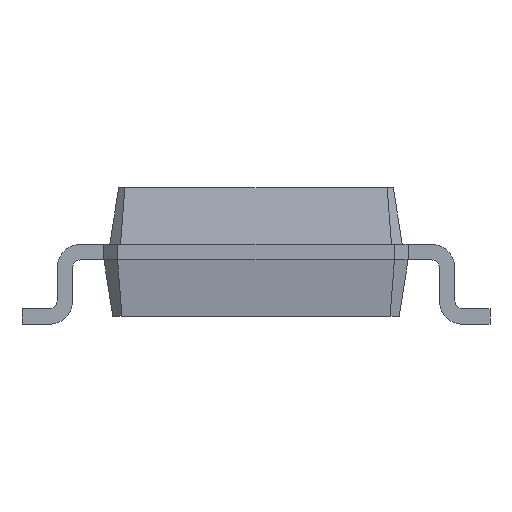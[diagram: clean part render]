
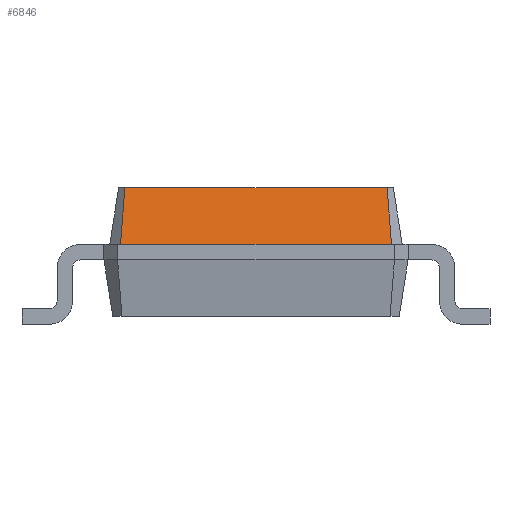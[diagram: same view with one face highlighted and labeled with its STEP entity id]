
A CAD part, left-side view. The second image highlights one B-rep face of the part: STEP entity #6846.
In plain terms, the highlighted free-form (B-spline) face has degree [1, 1] with [2, 2] control points.
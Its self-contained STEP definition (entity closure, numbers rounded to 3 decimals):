
#2775 = PLANE('',#2776);
#2776 = AXIS2_PLACEMENT_3D('',#2777,#2778,#2779);
#2777 = CARTESIAN_POINT('',(-2.26,-1.68,1.75));
#2778 = DIRECTION('',(0.,0.,-1.));
#2779 = DIRECTION('',(0.803,0.597,0.));
#2800 = B_SPLINE_SURFACE_WITH_KNOTS('',1,1,(
    (#2801,#2802)
    ,(#2803,#2804
    )),.UNSPECIFIED.,.F.,.F.,.F.,(2,2),(2,2),(0.,0.194),(0.,1.)
  ,.PIECEWISE_BEZIER_KNOTS.);
#2801 = CARTESIAN_POINT('',(-2.375,1.738,1.025));
#2802 = CARTESIAN_POINT('',(-2.26,1.68,1.75));
#2803 = CARTESIAN_POINT('',(-2.238,1.875,1.025));
#2804 = CARTESIAN_POINT('',(-2.18,1.76,1.75));
#5163 = VERTEX_POINT('',#5164);
#5164 = CARTESIAN_POINT('',(-2.375,1.738,1.025));
#5186 = VERTEX_POINT('',#5187);
#5187 = CARTESIAN_POINT('',(-2.26,1.68,1.75));
#5207 = EDGE_CURVE('',#5163,#5186,#5208,.T.);
#5208 = SURFACE_CURVE('',#5209,(#5212,#5219),.PCURVE_S1.);
#5209 = B_SPLINE_CURVE_WITH_KNOTS('',1,(#5210,#5211),.UNSPECIFIED.,.F.,
  .F.,(2,2),(0.,1.),.PIECEWISE_BEZIER_KNOTS.);
#5210 = CARTESIAN_POINT('',(-2.375,1.738,1.025));
#5211 = CARTESIAN_POINT('',(-2.26,1.68,1.75));
#5212 = PCURVE('',#2800,#5213);
#5213 = DEFINITIONAL_REPRESENTATION('',(#5214),#5218);
#5214 = LINE('',#5215,#5216);
#5215 = CARTESIAN_POINT('',(0.,0.));
#5216 = VECTOR('',#5217,1.);
#5217 = DIRECTION('',(0.,1.));
#5218 = ( GEOMETRIC_REPRESENTATION_CONTEXT(2) 
PARAMETRIC_REPRESENTATION_CONTEXT() REPRESENTATION_CONTEXT('2D SPACE',''
  ) );
#5219 = PCURVE('',#5220,#5225);
#5220 = B_SPLINE_SURFACE_WITH_KNOTS('',1,1,(
    (#5221,#5222)
    ,(#5223,#5224
    )),.UNSPECIFIED.,.F.,.F.,.F.,(2,2),(2,2),(0.,3.475),(0.,1.),
  .PIECEWISE_BEZIER_KNOTS.);
#5221 = CARTESIAN_POINT('',(-2.375,-1.738,1.025));
#5222 = CARTESIAN_POINT('',(-2.26,-1.68,1.75));
#5223 = CARTESIAN_POINT('',(-2.375,1.738,1.025));
#5224 = CARTESIAN_POINT('',(-2.26,1.68,1.75));
#5225 = DEFINITIONAL_REPRESENTATION('',(#5226),#5230);
#5226 = LINE('',#5227,#5228);
#5227 = CARTESIAN_POINT('',(3.475,0.));
#5228 = VECTOR('',#5229,1.);
#5229 = DIRECTION('',(0.,1.));
#5230 = ( GEOMETRIC_REPRESENTATION_CONTEXT(2) 
PARAMETRIC_REPRESENTATION_CONTEXT() REPRESENTATION_CONTEXT('2D SPACE',''
  ) );
#5235 = EDGE_CURVE('',#5236,#5186,#5238,.T.);
#5236 = VERTEX_POINT('',#5237);
#5237 = CARTESIAN_POINT('',(-2.26,-1.68,1.75));
#5238 = SURFACE_CURVE('',#5239,(#5243,#5250),.PCURVE_S1.);
#5239 = LINE('',#5240,#5241);
#5240 = CARTESIAN_POINT('',(-2.26,-1.68,1.75));
#5241 = VECTOR('',#5242,1.);
#5242 = DIRECTION('',(0.,1.,0.));
#5243 = PCURVE('',#2775,#5244);
#5244 = DEFINITIONAL_REPRESENTATION('',(#5245),#5249);
#5245 = LINE('',#5246,#5247);
#5246 = CARTESIAN_POINT('',(0.,0.));
#5247 = VECTOR('',#5248,1.);
#5248 = DIRECTION('',(0.597,-0.803));
#5249 = ( GEOMETRIC_REPRESENTATION_CONTEXT(2) 
PARAMETRIC_REPRESENTATION_CONTEXT() REPRESENTATION_CONTEXT('2D SPACE',''
  ) );
#5250 = PCURVE('',#5220,#5251);
#5251 = DEFINITIONAL_REPRESENTATION('',(#5252),#5255);
#5252 = B_SPLINE_CURVE_WITH_KNOTS('',1,(#5253,#5254),.UNSPECIFIED.,.F.,
  .F.,(2,2),(0.,3.36),.PIECEWISE_BEZIER_KNOTS.);
#5253 = CARTESIAN_POINT('',(0.,1.));
#5254 = CARTESIAN_POINT('',(3.475,1.));
#5255 = ( GEOMETRIC_REPRESENTATION_CONTEXT(2) 
PARAMETRIC_REPRESENTATION_CONTEXT() REPRESENTATION_CONTEXT('2D SPACE',''
  ) );
#5376 = B_SPLINE_SURFACE_WITH_KNOTS('',1,1,(
    (#5377,#5378)
    ,(#5379,#5380
    )),.UNSPECIFIED.,.F.,.F.,.F.,(2,2),(2,2),(0.,0.194),(0.,1.)
  ,.PIECEWISE_BEZIER_KNOTS.);
#5377 = CARTESIAN_POINT('',(-2.238,-1.875,1.025));
#5378 = CARTESIAN_POINT('',(-2.18,-1.76,1.75));
#5379 = CARTESIAN_POINT('',(-2.375,-1.738,1.025));
#5380 = CARTESIAN_POINT('',(-2.26,-1.68,1.75));
#5744 = B_SPLINE_SURFACE_WITH_KNOTS('',1,1,(
    (#5745,#5746)
    ,(#5747,#5748
    )),.UNSPECIFIED.,.F.,.F.,.F.,(2,2),(2,2),(0.,3.55),(0.,1.),
  .PIECEWISE_BEZIER_KNOTS.);
#5745 = CARTESIAN_POINT('',(-2.45,-1.775,1.025));
#5746 = CARTESIAN_POINT('',(-2.375,-1.738,1.025));
#5747 = CARTESIAN_POINT('',(-2.45,1.775,1.025));
#5748 = CARTESIAN_POINT('',(-2.375,1.738,1.025));
#6846 = ADVANCED_FACE('',(#6847),#5220,.F.);
#6847 = FACE_BOUND('',#6848,.F.);
#6848 = EDGE_LOOP('',(#6849,#6871,#6872,#6873));
#6849 = ORIENTED_EDGE('',*,*,#6850,.T.);
#6850 = EDGE_CURVE('',#6851,#5163,#6853,.T.);
#6851 = VERTEX_POINT('',#6852);
#6852 = CARTESIAN_POINT('',(-2.375,-1.738,1.025));
#6853 = SURFACE_CURVE('',#6854,(#6858,#6865),.PCURVE_S1.);
#6854 = LINE('',#6855,#6856);
#6855 = CARTESIAN_POINT('',(-2.375,-1.738,1.025));
#6856 = VECTOR('',#6857,1.);
#6857 = DIRECTION('',(0.,1.,0.));
#6858 = PCURVE('',#5220,#6859);
#6859 = DEFINITIONAL_REPRESENTATION('',(#6860),#6864);
#6860 = LINE('',#6861,#6862);
#6861 = CARTESIAN_POINT('',(0.,0.));
#6862 = VECTOR('',#6863,1.);
#6863 = DIRECTION('',(1.,0.));
#6864 = ( GEOMETRIC_REPRESENTATION_CONTEXT(2) 
PARAMETRIC_REPRESENTATION_CONTEXT() REPRESENTATION_CONTEXT('2D SPACE',''
  ) );
#6865 = PCURVE('',#5744,#6866);
#6866 = DEFINITIONAL_REPRESENTATION('',(#6867),#6870);
#6867 = B_SPLINE_CURVE_WITH_KNOTS('',1,(#6868,#6869),.UNSPECIFIED.,.F.,
  .F.,(2,2),(0.,3.475),.PIECEWISE_BEZIER_KNOTS.);
#6868 = CARTESIAN_POINT('',(0.,1.));
#6869 = CARTESIAN_POINT('',(3.55,1.));
#6870 = ( GEOMETRIC_REPRESENTATION_CONTEXT(2) 
PARAMETRIC_REPRESENTATION_CONTEXT() REPRESENTATION_CONTEXT('2D SPACE',''
  ) );
#6871 = ORIENTED_EDGE('',*,*,#5207,.T.);
#6872 = ORIENTED_EDGE('',*,*,#5235,.F.);
#6873 = ORIENTED_EDGE('',*,*,#6874,.F.);
#6874 = EDGE_CURVE('',#6851,#5236,#6875,.T.);
#6875 = SURFACE_CURVE('',#6876,(#6879,#6886),.PCURVE_S1.);
#6876 = B_SPLINE_CURVE_WITH_KNOTS('',1,(#6877,#6878),.UNSPECIFIED.,.F.,
  .F.,(2,2),(0.,1.),.PIECEWISE_BEZIER_KNOTS.);
#6877 = CARTESIAN_POINT('',(-2.375,-1.738,1.025));
#6878 = CARTESIAN_POINT('',(-2.26,-1.68,1.75));
#6879 = PCURVE('',#5220,#6880);
#6880 = DEFINITIONAL_REPRESENTATION('',(#6881),#6885);
#6881 = LINE('',#6882,#6883);
#6882 = CARTESIAN_POINT('',(0.,0.));
#6883 = VECTOR('',#6884,1.);
#6884 = DIRECTION('',(0.,1.));
#6885 = ( GEOMETRIC_REPRESENTATION_CONTEXT(2) 
PARAMETRIC_REPRESENTATION_CONTEXT() REPRESENTATION_CONTEXT('2D SPACE',''
  ) );
#6886 = PCURVE('',#5376,#6887);
#6887 = DEFINITIONAL_REPRESENTATION('',(#6888),#6892);
#6888 = LINE('',#6889,#6890);
#6889 = CARTESIAN_POINT('',(0.194,0.));
#6890 = VECTOR('',#6891,1.);
#6891 = DIRECTION('',(0.,1.));
#6892 = ( GEOMETRIC_REPRESENTATION_CONTEXT(2) 
PARAMETRIC_REPRESENTATION_CONTEXT() REPRESENTATION_CONTEXT('2D SPACE',''
  ) );
